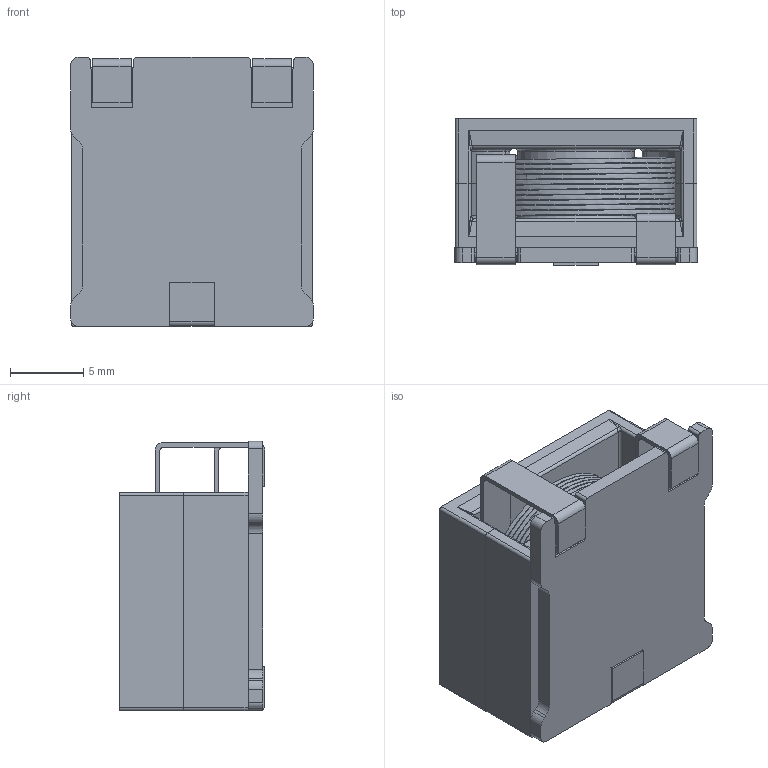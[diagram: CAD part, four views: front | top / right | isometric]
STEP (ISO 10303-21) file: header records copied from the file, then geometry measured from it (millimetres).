
FILE_DESCRIPTION((''),'2;1');
FILE_NAME('P100903_ASM','2017-04-12T',('EB9189'),(''),'CREO PARAMETRIC BY PTC INC, 2015480','CREO PARAMETRIC BY PTC INC, 2015480','');
FILE_SCHEMA(('CONFIG_CONTROL_DESIGN'));
Length unit declared in the file: millimetre
Products named in the file (5): P100903-M-C1-XX-7606; P100903-M-C2-XX-7606; P100900-M-C1-XX-7606; CLIP-ERU16_FAMILY; P100903_ASM
Assembly tree (5 placements, depth 2):
  P100903_ASM
    P100903-M-C1-XX-7606  x2
    P100903-M-C2-XX-7606
    P100900-M-C1-XX-7606
    CLIP-ERU16_FAMILY
Bounding box: 16.5 x 9.93 x 18.33 mm (x, y, z)
Volume: 2037.9 mm3; surface area: 4820.9 mm2
Topology: 5 solids, 5 shells, 278 faces, 728 edges, 458 vertices
Faces by surface type: plane 126, cylinder 96, bspline 28, torus 24, sphere 4
Entity records: 15322 total; most frequent: CARTESIAN_POINT 8563, ORIENTED_EDGE 1106, DIRECTION 1041, EDGE_CURVE 553, PRESENTATION_STYLE_ASSIGNMENT 496, STYLED_ITEM 496, CURVE_STYLE 493, VECTOR 361
